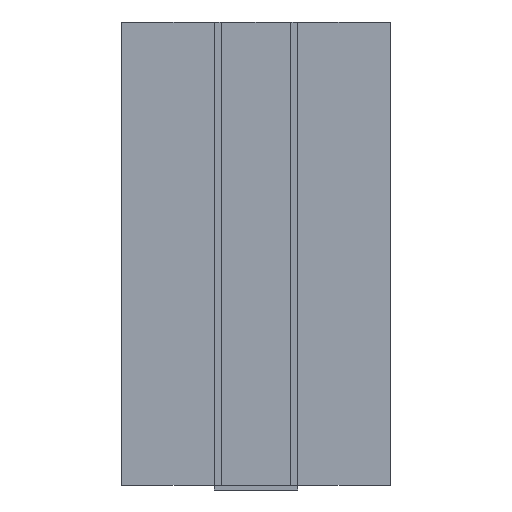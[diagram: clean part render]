
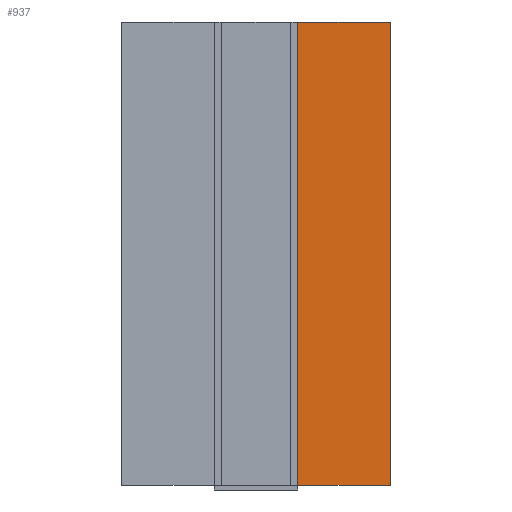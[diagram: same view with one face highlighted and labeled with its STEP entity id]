
A CAD part, front view. The second image highlights one B-rep face of the part: STEP entity #937.
In plain terms, the highlighted planar face has unit normal (0, -1, 0).
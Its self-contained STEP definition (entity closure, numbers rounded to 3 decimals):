
#31=FACE_OUTER_BOUND('',#83,.T.);
#83=EDGE_LOOP('',(#651,#652,#653,#654));
#130=LINE('',#1294,#262);
#157=LINE('',#1350,#289);
#159=LINE('',#1353,#291);
#160=LINE('',#1354,#292);
#262=VECTOR('',#1054,10.);
#289=VECTOR('',#1099,10.);
#291=VECTOR('',#1103,10.);
#292=VECTOR('',#1104,10.);
#392=VERTEX_POINT('',#1288);
#394=VERTEX_POINT('',#1292);
#413=VERTEX_POINT('',#1347);
#414=VERTEX_POINT('',#1349);
#482=EDGE_CURVE('',#392,#394,#130,.T.);
#509=EDGE_CURVE('',#413,#414,#157,.T.);
#511=EDGE_CURVE('',#392,#413,#159,.T.);
#512=EDGE_CURVE('',#394,#414,#160,.T.);
#651=ORIENTED_EDGE('',*,*,#511,.F.);
#652=ORIENTED_EDGE('',*,*,#482,.T.);
#653=ORIENTED_EDGE('',*,*,#512,.T.);
#654=ORIENTED_EDGE('',*,*,#509,.F.);
#885=PLANE('',#1005);
#937=ADVANCED_FACE('',(#31),#885,.F.);
#1005=AXIS2_PLACEMENT_3D('',#1352,#1101,#1102);
#1054=DIRECTION('',(0.,0.,1.));
#1099=DIRECTION('',(0.,0.,1.));
#1101=DIRECTION('center_axis',(0.,1.,0.));
#1102=DIRECTION('ref_axis',(-1.,0.,0.));
#1103=DIRECTION('',(-1.,0.,0.));
#1104=DIRECTION('',(-1.,0.,0.));
#1288=CARTESIAN_POINT('',(29.,13.5,0.));
#1292=CARTESIAN_POINT('',(29.,13.5,100.));
#1294=CARTESIAN_POINT('',(29.,13.5,0.));
#1347=CARTESIAN_POINT('',(9.,13.5,0.));
#1349=CARTESIAN_POINT('',(9.,13.5,100.));
#1350=CARTESIAN_POINT('',(9.,13.5,0.));
#1352=CARTESIAN_POINT('Origin',(29.,13.5,0.));
#1353=CARTESIAN_POINT('',(29.,13.5,0.));
#1354=CARTESIAN_POINT('',(29.,13.5,100.));
